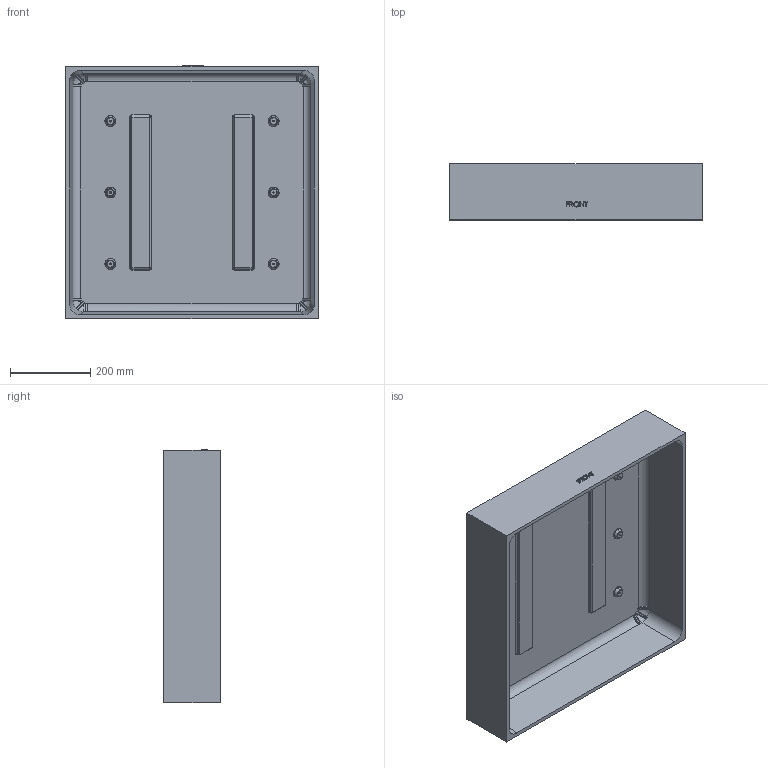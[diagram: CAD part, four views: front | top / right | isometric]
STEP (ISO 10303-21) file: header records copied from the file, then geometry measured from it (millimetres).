
FILE_DESCRIPTION (( 'STEP AP203' ), '1' );
FILE_NAME ('0370-TOP-OEM.STEP', '2008-08-12T15:40:20', ( ' ' ), ( ' ' ), 'SwSTEP 2.0', 'SolidWorks 2007', '' );
FILE_SCHEMA (( 'CONFIG_CONTROL_DESIGN' ));
Length unit declared in the file: inch
Products named in the file (1): 0370-TOP-OEM
Bounding box: 628.62 x 139.7 x 631.16 mm (x, y, z)
Volume: 10012344 mm3; surface area: 1421616 mm2
Topology: 1 solids, 1 shells, 256 faces, 636 edges, 396 vertices
Faces by surface type: plane 109, bspline 71, cylinder 52, cone 24
Entity records: 13177 total; most frequent: CARTESIAN_POINT 7756, ORIENTED_EDGE 1248, DIRECTION 890, EDGE_CURVE 624, VERTEX_POINT 396, VECTOR 334, LINE 334, EDGE_LOOP 282
